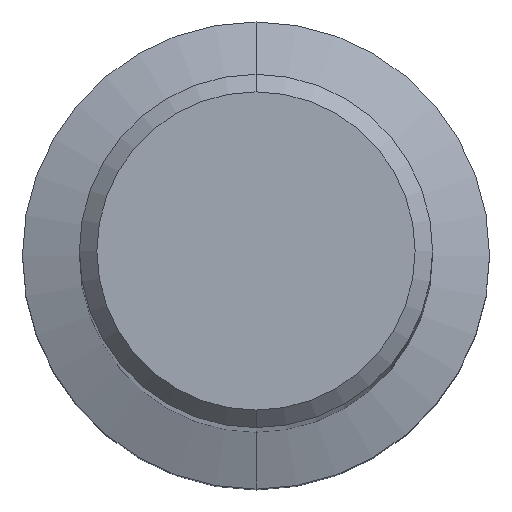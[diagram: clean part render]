
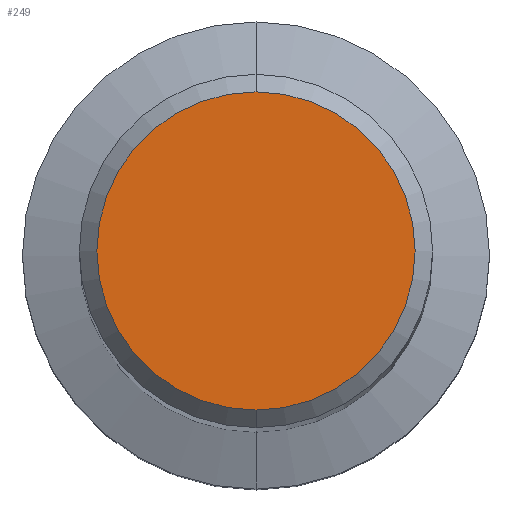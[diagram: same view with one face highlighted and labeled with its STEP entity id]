
A CAD part, top view. The second image highlights one B-rep face of the part: STEP entity #249.
In plain terms, the highlighted planar face has unit normal (0, 0, 1).
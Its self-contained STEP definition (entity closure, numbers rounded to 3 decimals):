
#213=EDGE_CURVE('',#415,#311,#569,.T.);
#247=EDGE_CURVE('',#311,#415,#605,.T.);
#249=ADVANCED_FACE('',(#607),#608,.T.);
#311=VERTEX_POINT('',#680);
#415=VERTEX_POINT('',#792);
#569=CIRCLE('',#996,5.45);
#605=CIRCLE('',#1039,5.45);
#607=FACE_OUTER_BOUND('',#1041,.T.);
#608=PLANE('',#1042);
#680=CARTESIAN_POINT('',(0.,-5.45,0.0));
#792=CARTESIAN_POINT('',(0.0,5.45,0.0));
#996=AXIS2_PLACEMENT_3D('',#1708,#1709,#1710);
#1039=AXIS2_PLACEMENT_3D('',#1735,#1736,#1737);
#1041=EDGE_LOOP('',(#1739,#1740));
#1042=AXIS2_PLACEMENT_3D('',#1741,#1742,#1743);
#1708=CARTESIAN_POINT('',(0.0,0.0,0.0));
#1709=DIRECTION('',(0.0,0.0,-1.0));
#1710=DIRECTION('',(0.0,1.0,0.0));
#1735=CARTESIAN_POINT('',(0.0,0.0,0.0));
#1736=DIRECTION('',(0.0,0.0,-1.0));
#1737=DIRECTION('',(0.0,1.0,0.0));
#1739=ORIENTED_EDGE('',*,*,#213,.F.);
#1740=ORIENTED_EDGE('',*,*,#247,.F.);
#1741=CARTESIAN_POINT('',(0.0,2.725,0.0));
#1742=DIRECTION('',(-0.0,0.0,1.0));
#1743=DIRECTION('',(0.0,-1.0,0.0));
